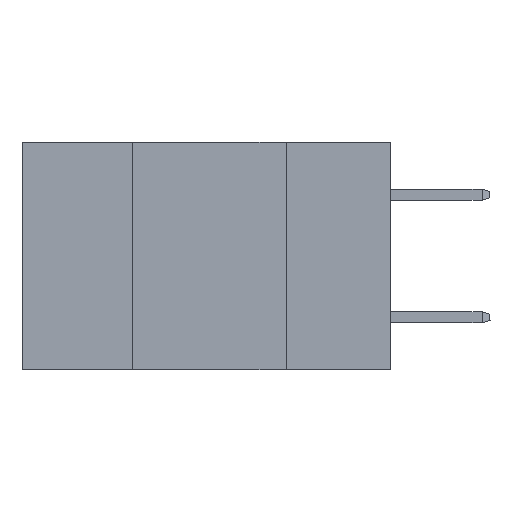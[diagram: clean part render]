
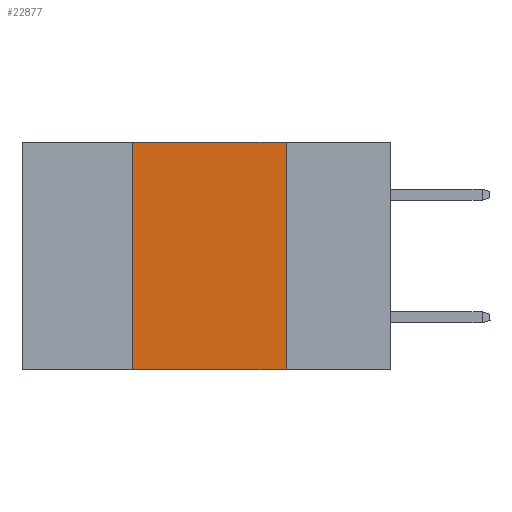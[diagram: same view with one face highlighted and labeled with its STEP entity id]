
A CAD part, left-side view. The second image highlights one B-rep face of the part: STEP entity #22877.
In plain terms, the highlighted planar face has unit normal (-1, 0, 0).
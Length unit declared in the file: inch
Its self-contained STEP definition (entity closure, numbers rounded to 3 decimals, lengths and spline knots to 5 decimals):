
#1893 = CARTESIAN_POINT ( 'NONE',  ( 0., 0.6, -0.37 ) ) ;
#3365 = CARTESIAN_POINT ( 'NONE',  ( 0., 0.17, 0. ) ) ;
#3483 = CARTESIAN_POINT ( 'NONE',  ( 0., 0.6, 0. ) ) ;
#5480 = ORIENTED_EDGE ( 'NONE', *, *, #30948, .T. ) ;
#7967 = LINE ( 'NONE', #40307, #15774 ) ;
#8695 = VERTEX_POINT ( 'NONE', #21398 ) ;
#9359 = CARTESIAN_POINT ( 'NONE',  ( 0., 0.6, 0. ) ) ;
#10447 = ORIENTED_EDGE ( 'NONE', *, *, #23844, .F. ) ;
#11373 = DIRECTION ( 'NONE',  ( 0., 0., -1. ) ) ;
#12380 = CARTESIAN_POINT ( 'NONE',  ( 0., 0.42, 0. ) ) ;
#12879 = VERTEX_POINT ( 'NONE', #23147 ) ;
#13283 = LINE ( 'NONE', #3483, #36481 ) ;
#14743 = EDGE_CURVE ( 'NONE', #41947, #8695, #7967, .T. ) ;
#15532 = ORIENTED_EDGE ( 'NONE', *, *, #14743, .F. ) ;
#15774 = VECTOR ( 'NONE', #11373, 39.37008 ) ;
#16626 = EDGE_CURVE ( 'NONE', #12879, #17389, #31318, .T. ) ;
#17389 = VERTEX_POINT ( 'NONE', #33527 ) ;
#18085 = VECTOR ( 'NONE', #41279, 39.37008 ) ;
#21398 = CARTESIAN_POINT ( 'NONE',  ( 0., 0.17, -0.37 ) ) ;
#22877 = ADVANCED_FACE ( 'NONE', ( #38709 ), #38507, .F. ) ;
#23147 = CARTESIAN_POINT ( 'NONE',  ( 0., 0.42, -0.37 ) ) ;
#23844 = EDGE_CURVE ( 'NONE', #17389, #41947, #13283, .T. ) ;
#24012 = ORIENTED_EDGE ( 'NONE', *, *, #16626, .F. ) ;
#24636 = EDGE_LOOP ( 'NONE', ( #15532, #10447, #24012, #5480 ) ) ;
#25231 = AXIS2_PLACEMENT_3D ( 'NONE', #9359, #28513, #35113 ) ;
#25876 = VECTOR ( 'NONE', #31749, 39.37008 ) ;
#28513 = DIRECTION ( 'NONE',  ( 1., 0., 0. ) ) ;
#30948 = EDGE_CURVE ( 'NONE', #12879, #8695, #31495, .T. ) ;
#31318 = LINE ( 'NONE', #12380, #25876 ) ;
#31495 = LINE ( 'NONE', #1893, #18085 ) ;
#31749 = DIRECTION ( 'NONE',  ( 0., 0., 1. ) ) ;
#33527 = CARTESIAN_POINT ( 'NONE',  ( 0., 0.42, 0. ) ) ;
#35113 = DIRECTION ( 'NONE',  ( 0., 0., -1. ) ) ;
#36481 = VECTOR ( 'NONE', #38613, 39.37008 ) ;
#38507 = PLANE ( 'NONE',  #25231 ) ;
#38613 = DIRECTION ( 'NONE',  ( 0., -1., 0. ) ) ;
#38709 = FACE_OUTER_BOUND ( 'NONE', #24636, .T. ) ;
#40307 = CARTESIAN_POINT ( 'NONE',  ( 0., 0.17, 0. ) ) ;
#41279 = DIRECTION ( 'NONE',  ( 0., -1., 0. ) ) ;
#41947 = VERTEX_POINT ( 'NONE', #3365 ) ;
